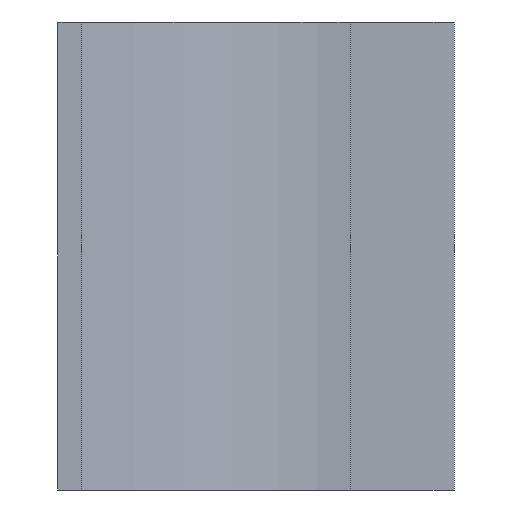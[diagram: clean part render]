
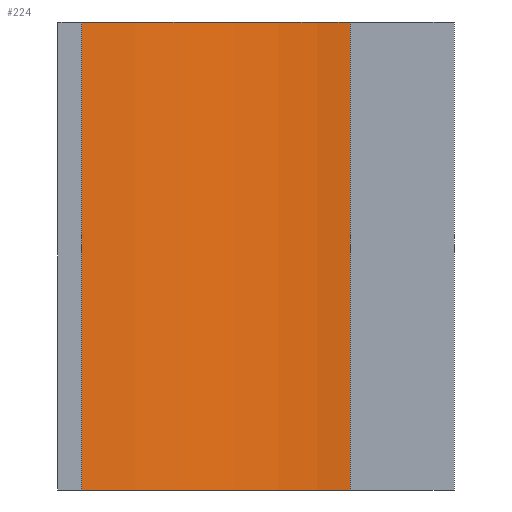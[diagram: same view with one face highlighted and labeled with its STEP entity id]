
A CAD part, left-side view. The second image highlights one B-rep face of the part: STEP entity #224.
In plain terms, the highlighted cylindrical face has radius 152.4 mm (diameter 304.8 mm), a partial arc.
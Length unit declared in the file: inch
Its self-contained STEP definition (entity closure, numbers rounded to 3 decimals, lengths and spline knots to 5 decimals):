
#52 = ORIENTED_EDGE ( 'NONE', *, *, #755, .T. ) ;
#152 = CARTESIAN_POINT ( 'NONE',  ( -5.98598, -0.41, -4. ) ) ;
#160 = DIRECTION ( 'NONE',  ( 0., 0., -1. ) ) ;
#204 = DIRECTION ( 'NONE',  ( 0., 0., -1. ) ) ;
#224 = ADVANCED_FACE ( 'NONE', ( #1253 ), #273, .T. ) ;
#238 = LINE ( 'NONE', #717, #1156 ) ;
#273 = CYLINDRICAL_SURFACE ( 'NONE', #372, 6. ) ;
#349 = AXIS2_PLACEMENT_3D ( 'NONE', #1060, #160, #550 ) ;
#372 = AXIS2_PLACEMENT_3D ( 'NONE', #1073, #781, #844 ) ;
#400 = ORIENTED_EDGE ( 'NONE', *, *, #836, .F. ) ;
#401 = LINE ( 'NONE', #1110, #793 ) ;
#536 = CIRCLE ( 'NONE', #753, 6. ) ;
#538 = CARTESIAN_POINT ( 'NONE',  ( -3.31662, -5., -4. ) ) ;
#550 = DIRECTION ( 'NONE',  ( 1., 0., 0. ) ) ;
#560 = VERTEX_POINT ( 'NONE', #152 ) ;
#699 = EDGE_CURVE ( 'NONE', #1272, #560, #1093, .T. ) ;
#700 = VERTEX_POINT ( 'NONE', #960 ) ;
#717 = CARTESIAN_POINT ( 'NONE',  ( -3.31662, -5., 4. ) ) ;
#753 = AXIS2_PLACEMENT_3D ( 'NONE', #776, #878, #1276 ) ;
#755 = EDGE_CURVE ( 'NONE', #700, #560, #401, .T. ) ;
#776 = CARTESIAN_POINT ( 'NONE',  ( 0., 0., 4. ) ) ;
#781 = DIRECTION ( 'NONE',  ( 0., 0., -1. ) ) ;
#793 = VECTOR ( 'NONE', #204, 39.37008 ) ;
#795 = CARTESIAN_POINT ( 'NONE',  ( -3.31662, -5., 4. ) ) ;
#836 = EDGE_CURVE ( 'NONE', #1164, #1272, #238, .T. ) ;
#844 = DIRECTION ( 'NONE',  ( -1., 0., 0. ) ) ;
#869 = ORIENTED_EDGE ( 'NONE', *, *, #699, .F. ) ;
#878 = DIRECTION ( 'NONE',  ( 0., 0., -1. ) ) ;
#897 = EDGE_LOOP ( 'NONE', ( #869, #400, #1043, #52 ) ) ;
#960 = CARTESIAN_POINT ( 'NONE',  ( -5.98598, -0.41, 4. ) ) ;
#1032 = EDGE_CURVE ( 'NONE', #1164, #700, #536, .T. ) ;
#1043 = ORIENTED_EDGE ( 'NONE', *, *, #1032, .T. ) ;
#1060 = CARTESIAN_POINT ( 'NONE',  ( 0., 0., -4. ) ) ;
#1073 = CARTESIAN_POINT ( 'NONE',  ( 0., 0., 4. ) ) ;
#1093 = CIRCLE ( 'NONE', #349, 6. ) ;
#1110 = CARTESIAN_POINT ( 'NONE',  ( -5.98598, -0.41, 4. ) ) ;
#1156 = VECTOR ( 'NONE', #1243, 39.37008 ) ;
#1164 = VERTEX_POINT ( 'NONE', #795 ) ;
#1243 = DIRECTION ( 'NONE',  ( 0., 0., -1. ) ) ;
#1253 = FACE_OUTER_BOUND ( 'NONE', #897, .T. ) ;
#1272 = VERTEX_POINT ( 'NONE', #538 ) ;
#1276 = DIRECTION ( 'NONE',  ( 1., 0., 0. ) ) ;
